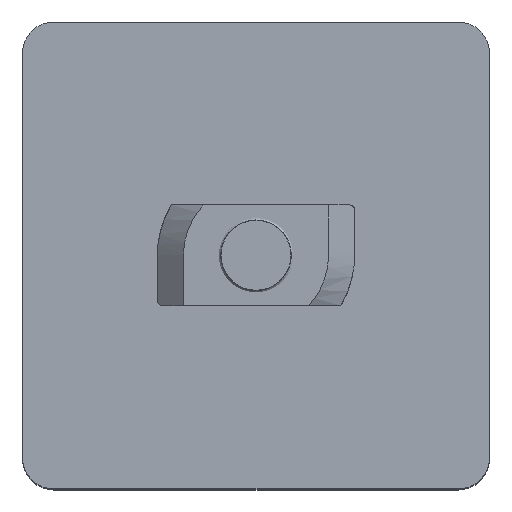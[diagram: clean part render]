
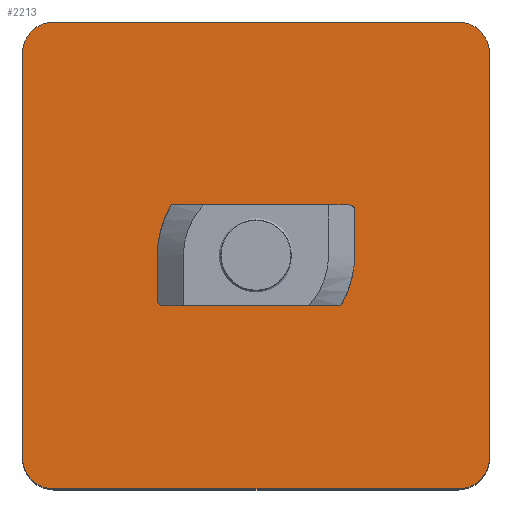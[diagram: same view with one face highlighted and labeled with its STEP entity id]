
A CAD part, top view. The second image highlights one B-rep face of the part: STEP entity #2213.
In plain terms, the highlighted face is planar.
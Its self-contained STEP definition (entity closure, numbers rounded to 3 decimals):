
#2213=ADVANCED_FACE('',(#2545,#2546),#2547,.T.);
#2545=FACE_BOUND('',#2886,.T.);
#2546=FACE_OUTER_BOUND('',#2887,.T.);
#2547=PLANE('',#2888);
#2886=EDGE_LOOP('',(#3991));
#2887=EDGE_LOOP('',(#3992,#3993,#3994,#3995,#3996,#3997,#3998,#3999));
#2888=AXIS2_PLACEMENT_3D('',#4000,#4001,#4002);
#3991=ORIENTED_EDGE('',*,*,#4362,.F.);
#3992=ORIENTED_EDGE('',*,*,#4410,.F.);
#3993=ORIENTED_EDGE('',*,*,#4364,.T.);
#3994=ORIENTED_EDGE('',*,*,#4411,.F.);
#3995=ORIENTED_EDGE('',*,*,#4367,.T.);
#3996=ORIENTED_EDGE('',*,*,#4412,.F.);
#3997=ORIENTED_EDGE('',*,*,#4373,.T.);
#3998=ORIENTED_EDGE('',*,*,#4413,.F.);
#3999=ORIENTED_EDGE('',*,*,#4370,.T.);
#4000=CARTESIAN_POINT('',(0.0,0.0,0.0));
#4001=DIRECTION('',(0.0,0.0,-1.0));
#4002=DIRECTION('',(-1.0,0.0,0.0));
#4362=EDGE_CURVE('',#4941,#4941,#4942,.T.);
#4364=EDGE_CURVE('',#4945,#4946,#4947,.T.);
#4367=EDGE_CURVE('',#4950,#4951,#4952,.T.);
#4370=EDGE_CURVE('',#4955,#4956,#4957,.T.);
#4373=EDGE_CURVE('',#4960,#4961,#4962,.T.);
#4410=EDGE_CURVE('',#4945,#4956,#5017,.T.);
#4411=EDGE_CURVE('',#4950,#4946,#5018,.T.);
#4412=EDGE_CURVE('',#4960,#4951,#5019,.T.);
#4413=EDGE_CURVE('',#4955,#4961,#5020,.T.);
#4941=VERTEX_POINT('',#5940);
#4942=CIRCLE('',#5941,4.25);
#4945=VERTEX_POINT('',#5944);
#4946=VERTEX_POINT('',#5945);
#4947=CIRCLE('',#5946,3.0);
#4950=VERTEX_POINT('',#5951);
#4951=VERTEX_POINT('',#5952);
#4952=CIRCLE('',#5953,3.0);
#4955=VERTEX_POINT('',#5958);
#4956=VERTEX_POINT('',#5959);
#4957=CIRCLE('',#5960,3.0);
#4960=VERTEX_POINT('',#5965);
#4961=VERTEX_POINT('',#5966);
#4962=CIRCLE('',#5967,3.0);
#5017=LINE('',#6048,#6049);
#5018=LINE('',#6050,#6051);
#5019=LINE('',#6052,#6053);
#5020=LINE('',#6054,#6055);
#5940=CARTESIAN_POINT('',(4.25,0.0,0.0));
#5941=AXIS2_PLACEMENT_3D('',#6537,#6538,#6539);
#5944=CARTESIAN_POINT('',(19.5,22.5,0.0));
#5945=CARTESIAN_POINT('',(22.5,19.5,0.0));
#5946=AXIS2_PLACEMENT_3D('',#6543,#6544,#6545);
#5951=CARTESIAN_POINT('',(22.5,-19.5,0.0));
#5952=CARTESIAN_POINT('',(19.5,-22.5,0.0));
#5953=AXIS2_PLACEMENT_3D('',#6548,#6549,#6550);
#5958=CARTESIAN_POINT('',(-22.5,19.5,0.0));
#5959=CARTESIAN_POINT('',(-19.5,22.5,0.0));
#5960=AXIS2_PLACEMENT_3D('',#6553,#6554,#6555);
#5965=CARTESIAN_POINT('',(-19.5,-22.5,0.0));
#5966=CARTESIAN_POINT('',(-22.5,-19.5,0.0));
#5967=AXIS2_PLACEMENT_3D('',#6558,#6559,#6560);
#6048=CARTESIAN_POINT('',(0.0,22.5,0.0));
#6049=VECTOR('',#6617,1.0);
#6050=CARTESIAN_POINT('',(22.5,0.0,0.0));
#6051=VECTOR('',#6618,1.0);
#6052=CARTESIAN_POINT('',(0.0,-22.5,0.0));
#6053=VECTOR('',#6619,1.0);
#6054=CARTESIAN_POINT('',(-22.5,0.0,0.0));
#6055=VECTOR('',#6620,1.0);
#6537=CARTESIAN_POINT('',(0.0,0.0,0.0));
#6538=DIRECTION('',(0.0,0.0,-1.0));
#6539=DIRECTION('',(1.0,0.0,0.0));
#6543=CARTESIAN_POINT('',(19.5,19.5,0.0));
#6544=DIRECTION('',(0.0,0.0,-1.0));
#6545=DIRECTION('',(-1.0,0.0,0.0));
#6548=CARTESIAN_POINT('',(19.5,-19.5,0.0));
#6549=DIRECTION('',(0.0,0.0,-1.0));
#6550=DIRECTION('',(-1.0,0.0,0.0));
#6553=CARTESIAN_POINT('',(-19.5,19.5,0.0));
#6554=DIRECTION('',(0.0,0.0,-1.0));
#6555=DIRECTION('',(-1.0,0.0,0.0));
#6558=CARTESIAN_POINT('',(-19.5,-19.5,0.0));
#6559=DIRECTION('',(0.0,0.0,-1.0));
#6560=DIRECTION('',(-1.0,0.0,0.0));
#6617=DIRECTION('',(-1.0,0.0,0.0));
#6618=DIRECTION('',(0.0,1.0,0.0));
#6619=DIRECTION('',(1.0,0.0,0.0));
#6620=DIRECTION('',(0.0,-1.0,0.0));
